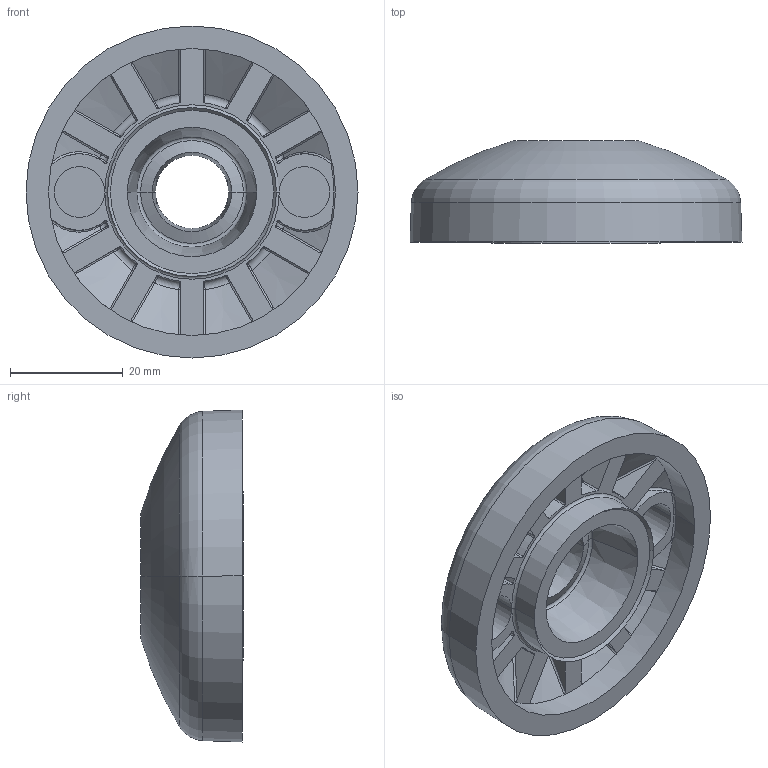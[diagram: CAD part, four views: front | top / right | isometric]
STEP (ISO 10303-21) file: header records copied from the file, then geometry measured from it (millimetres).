
FILE_DESCRIPTION (( 'STEP AP214' ), '1' );
FILE_NAME ('098a060zs.STEP', '2014-08-12T08:35:30', ( '' ), ( '' ), 'SwSTEP 2.0', 'SolidWorks 2014', '' );
FILE_SCHEMA (( 'AUTOMOTIVE_DESIGN' ));
Length unit declared in the file: millimetre
Products named in the file (1): 098a060zs
Bounding box: 59 x 18.2 x 59 mm (x, y, z)
Volume: 24531.4 mm3; surface area: 10392.4 mm2
Topology: 1 solids, 1 shells, 171 faces, 409 edges, 241 vertices
Faces by surface type: cylinder 52, bspline 48, plane 25, torus 22, cone 22, sphere 2
Entity records: 6718 total; most frequent: CARTESIAN_POINT 3024, ORIENTED_EDGE 818, DIRECTION 728, EDGE_CURVE 409, AXIS2_PLACEMENT_3D 319, VERTEX_POINT 241, CIRCLE 195, EDGE_LOOP 174
